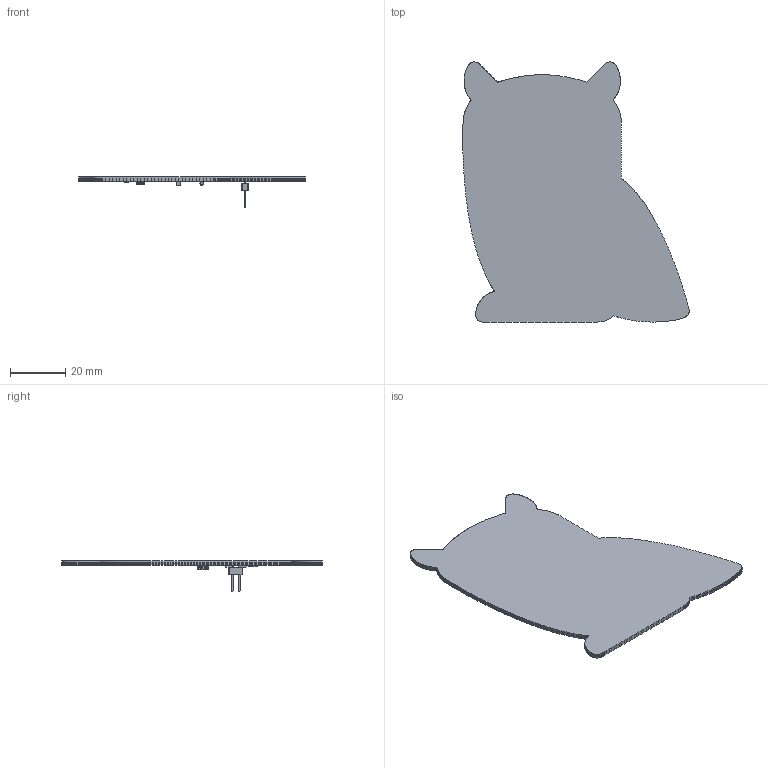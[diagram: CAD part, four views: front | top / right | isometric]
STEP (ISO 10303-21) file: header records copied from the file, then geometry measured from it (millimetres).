
FILE_DESCRIPTION(('KiCad electronic assembly'),'2;1');
FILE_NAME('owlThief-3D.step','2024-01-19T22:58:31',('Pcbnew'),('Kicad'), 'Open CASCADE STEP processor 7.5','KiCad to STEP converter','Unknown' );
FILE_SCHEMA(('AUTOMOTIVE_DESIGN { 1 0 10303 214 1 1 1 1 }'));
Length unit declared in the file: millimetre
Products named in the file (12): owlThief-3D 1; C_1206_3216Metric; SOLID; D_MiniMELF; SOT-23W_Handsoldering; R_1206_3216Metric; PinHeader_2x01_P2.54mm_Vertical_SMD; tmplj4_ewxg PCB
Assembly tree (11 placements, depth 3):
  owlThief-3D 1
    C_1206_3216Metric
      SOLID
    D_MiniMELF
      SOLID
    SOT-23W_Handsoldering
      SOLID
    R_1206_3216Metric
      SOLID
    PinHeader_2x01_P2.54mm_Vertical_SMD
      SOLID
    tmplj4_ewxg PCB
Bounding box: 82.11 x 94.33 x 10.93 mm (x, y, z)
Volume: 9072 mm3; surface area: 12127.7 mm2
Topology: 6 solids, 6 shells, 1066 faces, 3074 edges, 2030 vertices
Faces by surface type: plane 998, cylinder 39, bspline 27, revolution 2
Full cylindrical faces by diameter (mm): 1.35 x2, 1.4 x3
Entity records: 75843 total; most frequent: CARTESIAN_POINT 12698, DIRECTION 11293, LINE 8981, VECTOR 8981, ORIENTED_EDGE 6148, PCURVE 6148, DEFINITIONAL_REPRESENTATION 6148, EDGE_CURVE 3074
